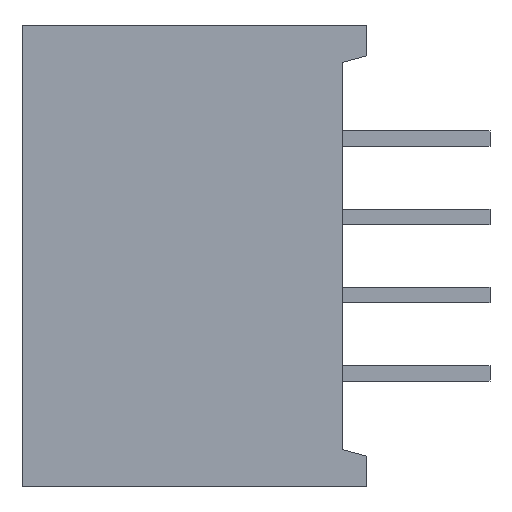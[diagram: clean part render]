
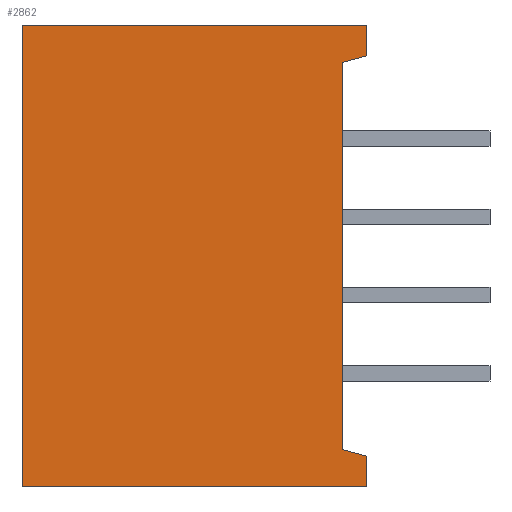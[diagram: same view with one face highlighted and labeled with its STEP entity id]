
A CAD part, left-side view. The second image highlights one B-rep face of the part: STEP entity #2862.
In plain terms, the highlighted planar face has unit normal (-1, 0, 0).
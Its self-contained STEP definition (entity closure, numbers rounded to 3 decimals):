
#41 = VECTOR ( 'NONE', #7685, 1000. ) ;
#45 = VECTOR ( 'NONE', #7697, 1000. ) ;
#167 = VERTEX_POINT ( 'NONE', #6817 ) ;
#174 = VERTEX_POINT ( 'NONE', #6824 ) ;
#1071 = EDGE_LOOP ( 'NONE', ( #6654, #6655, #6656, #6653, #6657, #6658, #6659, #6660 ) ) ;
#1503 = VECTOR ( 'NONE', #7589, 1000. ) ;
#1509 = VECTOR ( 'NONE', #7607, 1000. ) ;
#1522 = VECTOR ( 'NONE', #7646, 1000. ) ;
#1527 = VECTOR ( 'NONE', #7661, 1000. ) ;
#1693 = VERTEX_POINT ( 'NONE', #7283 ) ;
#1694 = VERTEX_POINT ( 'NONE', #7284 ) ;
#1713 = VERTEX_POINT ( 'NONE', #7303 ) ;
#1719 = VERTEX_POINT ( 'NONE', #7309 ) ;
#1733 = VERTEX_POINT ( 'NONE', #7323 ) ;
#1864 = EDGE_CURVE ( 'NONE', #167, #1719, #7587, .T. ) ;
#1870 = EDGE_CURVE ( 'NONE', #1733, #5447, #7605, .T. ) ;
#1883 = EDGE_CURVE ( 'NONE', #1719, #1694, #7644, .T. ) ;
#1888 = EDGE_CURVE ( 'NONE', #1713, #174, #7659, .T. ) ;
#1896 = EDGE_CURVE ( 'NONE', #1693, #1713, #7683, .T. ) ;
#1900 = EDGE_CURVE ( 'NONE', #1693, #1733, #7695, .T. ) ;
#2412 = EDGE_CURVE ( 'NONE', #1694, #5447, #8540, .T. ) ;
#2547 = EDGE_CURVE ( 'NONE', #174, #167, #9630, .T. ) ;
#2862 = ADVANCED_FACE ( 'NONE', ( #11677 ), #11448, .T. ) ;
#5447 = VERTEX_POINT ( 'NONE', #13933 ) ;
#6653 = ORIENTED_EDGE ( 'NONE', *, *, #1888, .T. ) ;
#6654 = ORIENTED_EDGE ( 'NONE', *, *, #1870, .F. ) ;
#6655 = ORIENTED_EDGE ( 'NONE', *, *, #1900, .F. ) ;
#6656 = ORIENTED_EDGE ( 'NONE', *, *, #1896, .T. ) ;
#6657 = ORIENTED_EDGE ( 'NONE', *, *, #2547, .T. ) ;
#6658 = ORIENTED_EDGE ( 'NONE', *, *, #1864, .T. ) ;
#6659 = ORIENTED_EDGE ( 'NONE', *, *, #1883, .T. ) ;
#6660 = ORIENTED_EDGE ( 'NONE', *, *, #2412, .T. ) ;
#6817 = CARTESIAN_POINT ( 'NONE',  ( -7.5, -4.8, 6.286 ) ) ;
#6824 = CARTESIAN_POINT ( 'NONE',  ( -7.5, -4.8, -6.286 ) ) ;
#7283 = CARTESIAN_POINT ( 'NONE',  ( -7.5, -5.6, -7.5 ) ) ;
#7284 = CARTESIAN_POINT ( 'NONE',  ( -7.5, -5.6, 7.5 ) ) ;
#7303 = CARTESIAN_POINT ( 'NONE',  ( -7.5, -5.6, -6.5 ) ) ;
#7309 = CARTESIAN_POINT ( 'NONE',  ( -7.5, -5.6, 6.5 ) ) ;
#7323 = CARTESIAN_POINT ( 'NONE',  ( -7.5, 5.6, -7.5 ) ) ;
#7587 = LINE ( 'NONE', #7588, #1503 ) ;
#7588 = CARTESIAN_POINT ( 'NONE',  ( -7.5, -12.467, 8.34 ) ) ;
#7589 = DIRECTION ( 'NONE',  ( 0., -0.966, 0.259 ) ) ;
#7605 = LINE ( 'NONE', #7606, #1509 ) ;
#7606 = CARTESIAN_POINT ( 'NONE',  ( -7.5, 5.6, 0. ) ) ;
#7607 = DIRECTION ( 'NONE',  ( 0., 0., 1. ) ) ;
#7644 = LINE ( 'NONE', #7645, #1522 ) ;
#7645 = CARTESIAN_POINT ( 'NONE',  ( -7.5, -5.6, 0. ) ) ;
#7646 = DIRECTION ( 'NONE',  ( 0., 0., 1. ) ) ;
#7659 = LINE ( 'NONE', #7660, #1527 ) ;
#7660 = CARTESIAN_POINT ( 'NONE',  ( -7.5, -12.467, -8.34 ) ) ;
#7661 = DIRECTION ( 'NONE',  ( 0., 0.966, 0.259 ) ) ;
#7683 = LINE ( 'NONE', #7684, #41 ) ;
#7684 = CARTESIAN_POINT ( 'NONE',  ( -7.5, -5.6, 0. ) ) ;
#7685 = DIRECTION ( 'NONE',  ( 0., 0., 1. ) ) ;
#7695 = LINE ( 'NONE', #7696, #45 ) ;
#7696 = CARTESIAN_POINT ( 'NONE',  ( -7.5, -14.702, -7.5 ) ) ;
#7697 = DIRECTION ( 'NONE',  ( 0., 1., 0. ) ) ;
#8540 = LINE ( 'NONE', #8541, #8684 ) ;
#8541 = CARTESIAN_POINT ( 'NONE',  ( -7.5, -14.702, 7.5 ) ) ;
#8542 = DIRECTION ( 'NONE',  ( 0., 1., 0. ) ) ;
#8647 = VECTOR ( 'NONE', #9632, 1000. ) ;
#8684 = VECTOR ( 'NONE', #8542, 1000. ) ;
#9630 = LINE ( 'NONE', #9631, #8647 ) ;
#9631 = CARTESIAN_POINT ( 'NONE',  ( -7.5, -4.8, 0. ) ) ;
#9632 = DIRECTION ( 'NONE',  ( 0., 0., 1. ) ) ;
#11448 = PLANE ( 'NONE',  #11680 ) ;
#11449 = CARTESIAN_POINT ( 'NONE',  ( -7.5, -14.702, 0. ) ) ;
#11450 = DIRECTION ( 'NONE',  ( -1., 0., 0. ) ) ;
#11451 = DIRECTION ( 'NONE',  ( 0., 0., 1. ) ) ;
#11677 = FACE_OUTER_BOUND ( 'NONE', #1071, .T. ) ;
#11680 = AXIS2_PLACEMENT_3D ( 'NONE', #11449, #11450, #11451 ) ;
#13933 = CARTESIAN_POINT ( 'NONE',  ( -7.5, 5.6, 7.5 ) ) ;
